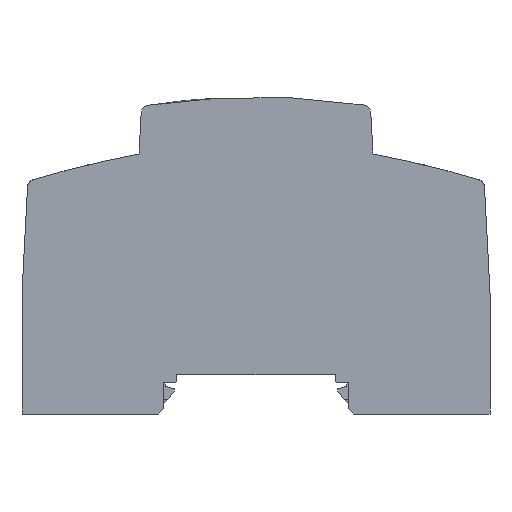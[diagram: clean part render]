
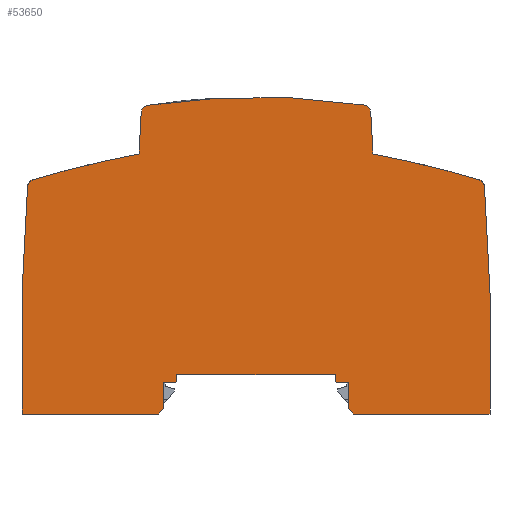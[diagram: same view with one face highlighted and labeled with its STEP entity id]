
A CAD part, left-side view. The second image highlights one B-rep face of the part: STEP entity #53650.
In plain terms, the highlighted face is planar.
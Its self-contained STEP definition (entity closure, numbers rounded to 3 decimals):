
#19860=CARTESIAN_POINT('',(45.002,-24.586,
39.92));
#19870=VERTEX_POINT('',#19860);
#19900=CARTESIAN_POINT('',(45.002,0.293,
39.92));
#19910=DIRECTION('',(0.,-1.,0.));
#19920=VECTOR('',#19910,1.);
#19930=LINE('',#19900,#19920);
#19940=CARTESIAN_POINT('',(45.002,-1.336,
39.92));
#19950=VERTEX_POINT('',#19940);
#19960=EDGE_CURVE('',#19950,#19870,#19930,.T.);
#37480=CARTESIAN_POINT('',(-22.499,-51.336,
39.92));
#37490=VERTEX_POINT('',#37480);
#37520=CARTESIAN_POINT('',(-25.17,-1.288,
39.92));
#37530=DIRECTION('',(0.053,-0.999,
0.));
#37540=VECTOR('',#37530,1.);
#37550=LINE('',#37520,#37540);
#37560=CARTESIAN_POINT('',(-22.071,-59.348,
39.92));
#37570=VERTEX_POINT('',#37560);
#37580=EDGE_CURVE('',#37490,#37570,#37550,.T.);
#37830=CARTESIAN_POINT('',(-20.573,-59.268,
39.92));
#37840=DIRECTION('',(0.,0.,-1.));
#37850=DIRECTION('',(1.,0.001,
0.));
#37860=AXIS2_PLACEMENT_3D('',#37830,#37840,#37850);
#37870=CIRCLE('',#37860,1.5);
#37880=CARTESIAN_POINT('',(-20.795,-60.751,
39.92));
#37890=VERTEX_POINT('',#37880);
#37900=EDGE_CURVE('',#37890,#37570,#37870,.T.);
#38160=CARTESIAN_POINT('',(-0.124,77.714,
39.92));
#38170=DIRECTION('',(0.,0.,1.));
#38180=DIRECTION('',(-1.,-0.001,
0.));
#38190=AXIS2_PLACEMENT_3D('',#38160,#38170,#38180);
#38200=CIRCLE('',#38190,140.);
#38210=CARTESIAN_POINT('',(20.802,-60.713,
39.92));
#38220=VERTEX_POINT('',#38210);
#38230=EDGE_CURVE('',#37890,#38220,#38200,.T.);
#51930=CARTESIAN_POINT('',(-54.,-20.078,
39.92));
#51940=DIRECTION('',(0.,0.,1.));
#51950=DIRECTION('',(-1.,0.001,
0.));
#51960=AXIS2_PLACEMENT_3D('',#51930,#51940,#51950);
#51970=PLANE('',#51960);
#51980=CARTESIAN_POINT('',(20.578,-59.23,
39.92));
#51990=DIRECTION('',(0.,0.,-1.));
#52000=DIRECTION('',(1.,0.,0.));
#52010=AXIS2_PLACEMENT_3D('',#51980,#51990,#52000);
#52020=CIRCLE('',#52010,1.5);
#52030=CARTESIAN_POINT('',(22.076,-59.31,
39.92));
#52040=VERTEX_POINT('',#52030);
#52050=EDGE_CURVE('',#52040,#38220,#52020,.T.);
#52060=ORIENTED_EDGE('',*,*,#52050,.F.);
#52070=ORIENTED_EDGE('',*,*,#38230,.T.);
#52080=ORIENTED_EDGE('',*,*,#37900,.F.);
#52090=ORIENTED_EDGE('',*,*,#37580,.T.);
#52100=CARTESIAN_POINT('',(14.349,145.24,
39.92));
#52110=DIRECTION('',(0.,0.,-1.));
#52120=DIRECTION('',(1.,0.001,
0.));
#52130=AXIS2_PLACEMENT_3D('',#52100,#52110,#52120);
#52140=CIRCLE('',#52130,200.);
#52150=CARTESIAN_POINT('',(-42.857,-46.404,
39.92));
#52160=VERTEX_POINT('',#52150);
#52170=EDGE_CURVE('',#37490,#52160,#52140,.T.);
#52180=ORIENTED_EDGE('',*,*,#52170,.F.);
#52190=CARTESIAN_POINT('',(-42.428,-44.967,
39.92));
#52200=DIRECTION('',(0.,0.,1.));
#52210=DIRECTION('',(-1.,0.,0.));
#52220=AXIS2_PLACEMENT_3D('',#52190,#52200,#52210);
#52230=CIRCLE('',#52220,1.5);
#52240=CARTESIAN_POINT('',(-43.926,-45.045,
39.92));
#52250=VERTEX_POINT('',#52240);
#52260=EDGE_CURVE('',#52250,#52160,#52230,.T.);
#52270=ORIENTED_EDGE('',*,*,#52260,.T.);
#52280=CARTESIAN_POINT('',(-46.218,-1.307,
39.92));
#52290=DIRECTION('',(-0.052,0.999,
0.));
#52300=VECTOR('',#52290,1.);
#52310=LINE('',#52280,#52300);
#52320=CARTESIAN_POINT('',(-44.998,-24.586,
39.92));
#52330=VERTEX_POINT('',#52320);
#52340=EDGE_CURVE('',#52250,#52330,#52310,.T.);
#52350=ORIENTED_EDGE('',*,*,#52340,.F.);
#52360=CARTESIAN_POINT('',(-44.998,-1.307,
39.92));
#52370=DIRECTION('',(0.,-1.,0.));
#52380=VECTOR('',#52370,1.);
#52390=LINE('',#52360,#52380);
#52400=CARTESIAN_POINT('',(-44.998,-1.336,
39.92));
#52410=VERTEX_POINT('',#52400);
#52420=EDGE_CURVE('',#52410,#52330,#52390,.T.);
#52430=ORIENTED_EDGE('',*,*,#52420,.T.);
#52440=CARTESIAN_POINT('',(0.003,-1.336,
39.92));
#52450=DIRECTION('',(-1.,0.,0.));
#52460=VECTOR('',#52450,1.);
#52470=LINE('',#52440,#52460);
#52480=CARTESIAN_POINT('',(-18.798,-1.336,
39.92));
#52490=VERTEX_POINT('',#52480);
#52500=EDGE_CURVE('',#52490,#52410,#52470,.T.);
#52510=ORIENTED_EDGE('',*,*,#52500,.T.);
#52520=CARTESIAN_POINT('',(0.003,-20.138,
39.92));
#52530=DIRECTION('',(-0.707,0.707,
0.));
#52540=VECTOR('',#52530,1.);
#52550=LINE('',#52520,#52540);
#52560=CARTESIAN_POINT('',(-17.798,-2.336,
39.92));
#52570=VERTEX_POINT('',#52560);
#52580=EDGE_CURVE('',#52570,#52490,#52550,.T.);
#52590=ORIENTED_EDGE('',*,*,#52580,.T.);
#52600=CARTESIAN_POINT('',(-17.798,-1.307,
39.92));
#52610=DIRECTION('',(0.,1.,0.));
#52620=VECTOR('',#52610,1.);
#52630=LINE('',#52600,#52620);
#52640=CARTESIAN_POINT('',(-17.798,-7.336,
39.92));
#52650=VERTEX_POINT('',#52640);
#52660=EDGE_CURVE('',#52650,#52570,#52630,.T.);
#52670=ORIENTED_EDGE('',*,*,#52660,.T.);
#52680=CARTESIAN_POINT('',(0.003,-7.336,
39.92));
#52690=DIRECTION('',(-1.,0.,0.));
#52700=VECTOR('',#52690,1.);
#52710=LINE('',#52680,#52700);
#52720=CARTESIAN_POINT('',(-15.397,-7.336,
39.92));
#52730=VERTEX_POINT('',#52720);
#52740=EDGE_CURVE('',#52730,#52650,#52710,.T.);
#52750=ORIENTED_EDGE('',*,*,#52740,.T.);
#52760=CARTESIAN_POINT('',(-15.925,-1.307,
39.92));
#52770=DIRECTION('',(-0.087,0.996,
0.));
#52780=VECTOR('',#52770,1.);
#52790=LINE('',#52760,#52780);
#52800=CARTESIAN_POINT('',(-15.257,-8.936,
39.92));
#52810=VERTEX_POINT('',#52800);
#52820=EDGE_CURVE('',#52810,#52730,#52790,.T.);
#52830=ORIENTED_EDGE('',*,*,#52820,.T.);
#52840=CARTESIAN_POINT('',(0.003,-8.936,
39.92));
#52850=DIRECTION('',(1.,0.,0.));
#52860=VECTOR('',#52850,1.);
#52870=LINE('',#52840,#52860);
#52880=CARTESIAN_POINT('',(15.261,-8.936,
39.92));
#52890=VERTEX_POINT('',#52880);
#52900=EDGE_CURVE('',#52810,#52890,#52870,.T.);
#52910=ORIENTED_EDGE('',*,*,#52900,.F.);
#52920=CARTESIAN_POINT('',(15.928,-1.307,
39.92));
#52930=DIRECTION('',(0.087,0.996,
0.));
#52940=VECTOR('',#52930,1.);
#52950=LINE('',#52920,#52940);
#52960=CARTESIAN_POINT('',(15.401,-7.336,
39.92));
#52970=VERTEX_POINT('',#52960);
#52980=EDGE_CURVE('',#52890,#52970,#52950,.T.);
#52990=ORIENTED_EDGE('',*,*,#52980,.F.);
#53000=CARTESIAN_POINT('',(0.003,-7.336,
39.92));
#53010=DIRECTION('',(1.,0.,0.));
#53020=VECTOR('',#53010,1.);
#53030=LINE('',#53000,#53020);
#53040=CARTESIAN_POINT('',(17.802,-7.336,
39.92));
#53050=VERTEX_POINT('',#53040);
#53060=EDGE_CURVE('',#52970,#53050,#53030,.T.);
#53070=ORIENTED_EDGE('',*,*,#53060,.F.);
#53080=CARTESIAN_POINT('',(17.802,-1.307,
39.92));
#53090=DIRECTION('',(0.,1.,0.));
#53100=VECTOR('',#53090,1.);
#53110=LINE('',#53080,#53100);
#53120=CARTESIAN_POINT('',(17.802,-2.336,
39.92));
#53130=VERTEX_POINT('',#53120);
#53140=EDGE_CURVE('',#53050,#53130,#53110,.T.);
#53150=ORIENTED_EDGE('',*,*,#53140,.F.);
#53160=CARTESIAN_POINT('',(0.003,-20.135,
39.92));
#53170=DIRECTION('',(0.707,0.707,
0.));
#53180=VECTOR('',#53170,1.);
#53190=LINE('',#53160,#53180);
#53200=CARTESIAN_POINT('',(18.802,-1.336,
39.92));
#53210=VERTEX_POINT('',#53200);
#53220=EDGE_CURVE('',#53130,#53210,#53190,.T.);
#53230=ORIENTED_EDGE('',*,*,#53220,.F.);
#53240=CARTESIAN_POINT('',(0.003,-1.336,
39.92));
#53250=DIRECTION('',(1.,0.,0.));
#53260=VECTOR('',#53250,1.);
#53270=LINE('',#53240,#53260);
#53280=EDGE_CURVE('',#53210,#19950,#53270,.T.);
#53290=ORIENTED_EDGE('',*,*,#53280,.F.);
#53300=ORIENTED_EDGE('',*,*,#19960,.F.);
#53310=CARTESIAN_POINT('',(46.222,-1.307,
39.92));
#53320=DIRECTION('',(0.052,0.999,
0.));
#53330=VECTOR('',#53320,1.);
#53340=LINE('',#53310,#53330);
#53350=CARTESIAN_POINT('',(43.929,-45.045,
39.92));
#53360=VERTEX_POINT('',#53350);
#53370=EDGE_CURVE('',#53360,#19870,#53340,.T.);
#53380=ORIENTED_EDGE('',*,*,#53370,.T.);
#53390=CARTESIAN_POINT('',(42.431,-44.967,
39.92));
#53400=DIRECTION('',(0.,0.,-1.));
#53410=DIRECTION('',(1.,0.,0.));
#53420=AXIS2_PLACEMENT_3D('',#53390,#53400,#53410);
#53430=CIRCLE('',#53420,1.5);
#53440=CARTESIAN_POINT('',(42.86,-46.404,
39.92));
#53450=VERTEX_POINT('',#53440);
#53460=EDGE_CURVE('',#53360,#53450,#53430,.T.);
#53470=ORIENTED_EDGE('',*,*,#53460,.F.);
#53480=CARTESIAN_POINT('',(-14.346,145.24,
39.92));
#53490=DIRECTION('',(0.,0.,1.));
#53500=DIRECTION('',(-1.,0.001,
0.));
#53510=AXIS2_PLACEMENT_3D('',#53480,#53490,#53500);
#53520=CIRCLE('',#53510,200.);
#53530=CARTESIAN_POINT('',(22.502,-51.336,
39.92));
#53540=VERTEX_POINT('',#53530);
#53550=EDGE_CURVE('',#53540,#53450,#53520,.T.);
#53560=ORIENTED_EDGE('',*,*,#53550,.T.);
#53570=CARTESIAN_POINT('',(25.172,-1.307,
39.92));
#53580=DIRECTION('',(-0.053,-0.999,
0.));
#53590=VECTOR('',#53580,1.);
#53600=LINE('',#53570,#53590);
#53610=EDGE_CURVE('',#53540,#52040,#53600,.T.);
#53620=ORIENTED_EDGE('',*,*,#53610,.F.);
#53630=EDGE_LOOP('',(#53620,#53560,#53470,#53380,#53300,#53290,#53230,
#53150,#53070,#52990,#52910,#52830,#52750,#52670,#52590,#52510,#52430,
#52350,#52270,#52180,#52090,#52080,#52070,#52060));
#53640=FACE_OUTER_BOUND('',#53630,.T.);
#53650=ADVANCED_FACE('',(#53640),#51970,.T.);
